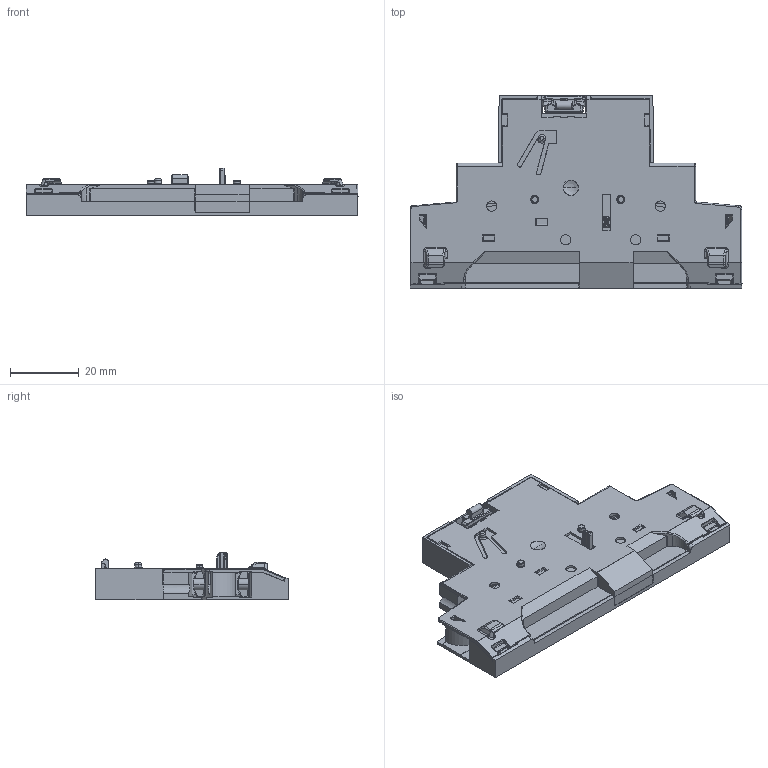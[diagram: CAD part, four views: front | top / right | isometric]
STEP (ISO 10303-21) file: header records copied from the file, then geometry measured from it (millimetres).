
FILE_DESCRIPTION((''),'2;1');
FILE_NAME('10005886127','2020-11-26T14:50:43',('DPoczon'),('Rockwell Automation Switzerland GmbH'),'CREO PARAMETRIC BY PTC INC, 2017380','CREO PARAMETRIC BY PTC INC, 2017380','');
FILE_SCHEMA(('AUTOMOTIVE_DESIGN { 1 0 10303 214 1 1 1 1 }'));
Products named in the file (1): 10005886127
Bounding box: 96.39 x 55.8 x 13.9 mm (x, y, z)
Volume: 30170.1 mm3; surface area: 19071.1 mm2
Topology: 2 solids, 16 shells, 2128 faces, 5863 edges, 3721 vertices
Faces by surface type: plane 1376, cylinder 436, bspline 137, torus 81, cone 58, sphere 40
Entity records: 80452 total; most frequent: CARTESIAN_POINT 28380, ORIENTED_EDGE 11604, DIRECTION 9683, EDGE_CURVE 5826, VECTOR 3943, LINE 3943, VERTEX_POINT 3721, AXIS2_PLACEMENT_3D 2870
